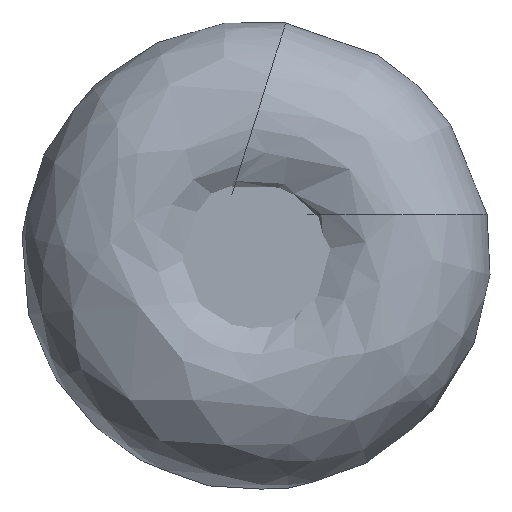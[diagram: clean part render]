
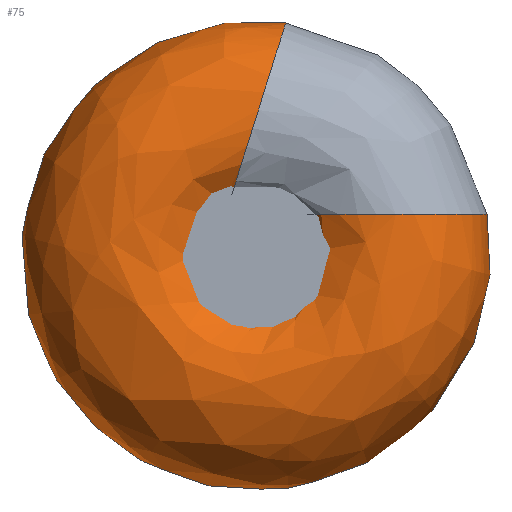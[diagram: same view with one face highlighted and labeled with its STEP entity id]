
A CAD part, left-side view. The second image highlights one B-rep face of the part: STEP entity #75.
In plain terms, the highlighted free-form (B-spline) face has degree [3, 3] with [7, 7] control points.
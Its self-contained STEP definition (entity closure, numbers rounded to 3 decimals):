
#32=(
BOUNDED_SURFACE()
B_SPLINE_SURFACE(3,3,((#358,#359,#360,#361,#362,#363,#364),(#365,#366,#367,
#368,#369,#370,#371),(#372,#373,#374,#375,#376,#377,#378),(#379,#380,#381,
#382,#383,#384,#385),(#386,#387,#388,#389,#390,#391,#392),(#393,#394,#395,
#396,#397,#398,#399),(#400,#401,#402,#403,#404,#405,#406)),
 .UNSPECIFIED.,.T.,.F.,.F.)
B_SPLINE_SURFACE_WITH_KNOTS((1,3,3,3,1),(4,3,4),(-0.5,0.,0.5,1.,1.5),(0.,
0.5,1.),.UNSPECIFIED.)
GEOMETRIC_REPRESENTATION_ITEM()
RATIONAL_B_SPLINE_SURFACE(((1.,0.541,0.541,1.,0.541,
0.541,1.),(0.333,0.18,0.18,
0.333,0.18,0.18,0.333),
(0.333,0.18,0.18,0.333,
0.18,0.18,0.333),(1.,0.541,
0.541,1.,0.541,0.541,1.),(0.333,
0.18,0.18,0.333,0.18,0.18,
0.333),(0.333,0.18,0.18,
0.333,0.18,0.18,0.333),
(1.,0.541,0.541,1.,0.541,0.541,
1.)))
REPRESENTATION_ITEM('')
SURFACE()
);
#75=ADVANCED_FACE('',(#96,#97),#32,.F.);
#96=FACE_BOUND('',#118,.T.);
#97=FACE_BOUND('',#119,.T.);
#118=EDGE_LOOP('',(#140));
#119=EDGE_LOOP('',(#141));
#140=ORIENTED_EDGE('',*,*,#164,.T.);
#141=ORIENTED_EDGE('',*,*,#165,.T.);
#153=VERTEX_POINT('',#355);
#154=VERTEX_POINT('',#357);
#164=EDGE_CURVE('',#153,#153,#175,.T.);
#165=EDGE_CURVE('',#154,#154,#176,.T.);
#175=CIRCLE('',#196,8.);
#176=CIRCLE('',#197,8.);
#196=AXIS2_PLACEMENT_3D('',#354,#237,#238);
#197=AXIS2_PLACEMENT_3D('',#356,#239,#240);
#237=DIRECTION('',(0.,0.954,0.3));
#238=DIRECTION('',(1.,0.,0.));
#239=DIRECTION('',(0.,0.,-1.));
#240=DIRECTION('',(1.,0.,0.));
#354=CARTESIAN_POINT('',(8.,0.242,9.231));
#355=CARTESIAN_POINT('',(16.,0.242,9.231));
#356=CARTESIAN_POINT('',(8.,-8.733,3.));
#357=CARTESIAN_POINT('',(16.,-8.733,3.));
#358=CARTESIAN_POINT('',(16.,-8.733,3.));
#359=CARTESIAN_POINT('',(16.,-12.247,-7.23));
#360=CARTESIAN_POINT('',(16.,-3.619,-13.754));
#361=CARTESIAN_POINT('',(16.,5.266,-7.585));
#362=CARTESIAN_POINT('',(16.,14.152,-1.417));
#363=CARTESIAN_POINT('',(16.,11.055,8.948));
#364=CARTESIAN_POINT('',(16.,0.242,9.231));
#365=CARTESIAN_POINT('',(16.,7.267,3.));
#366=CARTESIAN_POINT('',(16.,3.753,11.512));
#367=CARTESIAN_POINT('',(16.,-5.431,10.822));
#368=CARTESIAN_POINT('',(16.,-7.634,1.88));
#369=CARTESIAN_POINT('',(16.,-9.836,-7.062));
#370=CARTESIAN_POINT('',(16.,-2.024,-11.938));
#371=CARTESIAN_POINT('',(16.,5.042,-6.032));
#372=CARTESIAN_POINT('',(0.,7.267,3.));
#373=CARTESIAN_POINT('',(0.,3.753,11.512));
#374=CARTESIAN_POINT('',(0.,-5.431,10.822));
#375=CARTESIAN_POINT('',(0.,-7.634,1.88));
#376=CARTESIAN_POINT('',(0.,-9.836,-7.062));
#377=CARTESIAN_POINT('',(0.,-2.024,-11.938));
#378=CARTESIAN_POINT('',(0.,5.042,-6.032));
#379=CARTESIAN_POINT('',(0.,-8.733,3.));
#380=CARTESIAN_POINT('',(0.,-12.247,-7.23));
#381=CARTESIAN_POINT('',(0.,-3.619,-13.754));
#382=CARTESIAN_POINT('',(0.,5.266,-7.585));
#383=CARTESIAN_POINT('',(0.,14.152,-1.417));
#384=CARTESIAN_POINT('',(0.,11.055,8.948));
#385=CARTESIAN_POINT('',(0.,0.242,9.231));
#386=CARTESIAN_POINT('',(0.,-24.733,3.));
#387=CARTESIAN_POINT('',(0.,-28.247,-25.973));
#388=CARTESIAN_POINT('',(0.,-1.808,-38.33));
#389=CARTESIAN_POINT('',(0.,18.166,-17.051));
#390=CARTESIAN_POINT('',(0.,38.139,4.228));
#391=CARTESIAN_POINT('',(0.,24.134,29.833));
#392=CARTESIAN_POINT('',(0.,-4.558,24.494));
#393=CARTESIAN_POINT('',(16.,-24.733,3.));
#394=CARTESIAN_POINT('',(16.,-28.247,-25.973));
#395=CARTESIAN_POINT('',(16.,-1.808,-38.33));
#396=CARTESIAN_POINT('',(16.,18.166,-17.051));
#397=CARTESIAN_POINT('',(16.,38.139,4.228));
#398=CARTESIAN_POINT('',(16.,24.134,29.833));
#399=CARTESIAN_POINT('',(16.,-4.558,24.494));
#400=CARTESIAN_POINT('',(16.,-8.733,3.));
#401=CARTESIAN_POINT('',(16.,-12.247,-7.23));
#402=CARTESIAN_POINT('',(16.,-3.619,-13.754));
#403=CARTESIAN_POINT('',(16.,5.266,-7.585));
#404=CARTESIAN_POINT('',(16.,14.152,-1.417));
#405=CARTESIAN_POINT('',(16.,11.055,8.948));
#406=CARTESIAN_POINT('',(16.,0.242,9.231));
